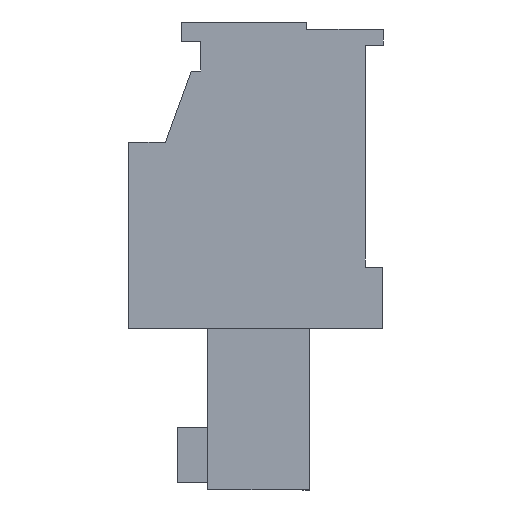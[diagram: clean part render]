
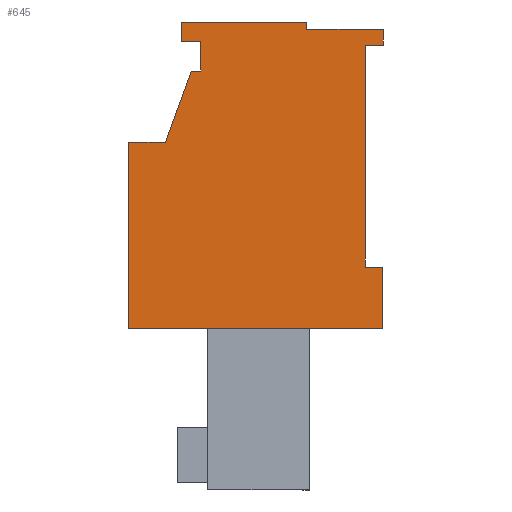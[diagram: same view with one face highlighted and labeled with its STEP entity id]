
A CAD part, left-side view. The second image highlights one B-rep face of the part: STEP entity #645.
In plain terms, the highlighted planar face has unit normal (-1, 0, 0).
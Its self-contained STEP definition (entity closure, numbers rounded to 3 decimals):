
#529=AXIS2_PLACEMENT_3D('Plane Axis2P3D',#526,#527,#528) ;
#49=CARTESIAN_POINT('Vertex',(0.,7.45,17.1)) ;
#52=CARTESIAN_POINT('Line Origine',(0.,7.45,17.7)) ;
#56=CARTESIAN_POINT('Vertex',(0.,7.45,18.3)) ;
#107=CARTESIAN_POINT('Line Origine',(0.,7.647,17.1)) ;
#111=CARTESIAN_POINT('Vertex',(0.,7.844,17.1)) ;
#526=CARTESIAN_POINT('Axis2P3D Location',(0.,5.25,6.6)) ;
#531=CARTESIAN_POINT('Line Origine',(0.,0.05,7.85)) ;
#535=CARTESIAN_POINT('Vertex',(0.,0.05,9.1)) ;
#537=CARTESIAN_POINT('Vertex',(0.,0.05,6.6)) ;
#540=CARTESIAN_POINT('Line Origine',(0.,0.4,9.1)) ;
#544=CARTESIAN_POINT('Vertex',(0.,0.75,9.1)) ;
#547=CARTESIAN_POINT('Line Origine',(0.,0.75,13.625)) ;
#551=CARTESIAN_POINT('Vertex',(0.,0.75,18.15)) ;
#554=CARTESIAN_POINT('Line Origine',(0.,0.375,18.15)) ;
#558=CARTESIAN_POINT('Vertex',(0.,0.,18.15)) ;
#561=CARTESIAN_POINT('Line Origine',(0.,0.,18.475)) ;
#565=CARTESIAN_POINT('Vertex',(0.,0.,18.8)) ;
#568=CARTESIAN_POINT('Line Origine',(0.,1.565,18.8)) ;
#572=CARTESIAN_POINT('Vertex',(0.,3.13,18.8)) ;
#575=CARTESIAN_POINT('Line Origine',(0.,3.13,18.95)) ;
#579=CARTESIAN_POINT('Vertex',(0.,3.13,19.1)) ;
#582=CARTESIAN_POINT('Line Origine',(0.,5.69,19.1)) ;
#586=CARTESIAN_POINT('Vertex',(0.,8.25,19.1)) ;
#589=CARTESIAN_POINT('Line Origine',(0.,8.25,18.7)) ;
#593=CARTESIAN_POINT('Vertex',(0.,8.25,18.3)) ;
#596=CARTESIAN_POINT('Line Origine',(0.,7.85,18.3)) ;
#601=CARTESIAN_POINT('Line Origine',(0.,8.372,15.65)) ;
#605=CARTESIAN_POINT('Vertex',(0.,8.9,14.2)) ;
#608=CARTESIAN_POINT('Line Origine',(0.,9.65,14.2)) ;
#612=CARTESIAN_POINT('Vertex',(0.,10.4,14.2)) ;
#615=CARTESIAN_POINT('Line Origine',(0.,10.4,10.4)) ;
#619=CARTESIAN_POINT('Vertex',(0.,10.4,6.6)) ;
#622=CARTESIAN_POINT('Line Origine',(0.,5.225,6.6)) ;
#53=DIRECTION('Vector Direction',(0.,0.,1.)) ;
#108=DIRECTION('Vector Direction',(0.,-1.,0.)) ;
#527=DIRECTION('Axis2P3D Direction',(1.,0.,0.)) ;
#528=DIRECTION('Axis2P3D XDirection',(0.,1.,0.)) ;
#532=DIRECTION('Vector Direction',(0.,0.,-1.)) ;
#541=DIRECTION('Vector Direction',(0.,-1.,0.)) ;
#548=DIRECTION('Vector Direction',(0.,0.,-1.)) ;
#555=DIRECTION('Vector Direction',(0.,1.,0.)) ;
#562=DIRECTION('Vector Direction',(0.,0.,-1.)) ;
#569=DIRECTION('Vector Direction',(0.,-1.,0.)) ;
#576=DIRECTION('Vector Direction',(0.,0.,1.)) ;
#583=DIRECTION('Vector Direction',(0.,-1.,0.)) ;
#590=DIRECTION('Vector Direction',(0.,0.,1.)) ;
#597=DIRECTION('Vector Direction',(0.,-1.,0.)) ;
#602=DIRECTION('Vector Direction',(0.,-0.342,0.94)) ;
#609=DIRECTION('Vector Direction',(0.,-1.,0.)) ;
#616=DIRECTION('Vector Direction',(0.,0.,1.)) ;
#623=DIRECTION('Vector Direction',(0.,1.,0.)) ;
#54=VECTOR('Line Direction',#53,1.) ;
#109=VECTOR('Line Direction',#108,1.) ;
#533=VECTOR('Line Direction',#532,1.) ;
#542=VECTOR('Line Direction',#541,1.) ;
#549=VECTOR('Line Direction',#548,1.) ;
#556=VECTOR('Line Direction',#555,1.) ;
#563=VECTOR('Line Direction',#562,1.) ;
#570=VECTOR('Line Direction',#569,1.) ;
#577=VECTOR('Line Direction',#576,1.) ;
#584=VECTOR('Line Direction',#583,1.) ;
#591=VECTOR('Line Direction',#590,1.) ;
#598=VECTOR('Line Direction',#597,1.) ;
#603=VECTOR('Line Direction',#602,1.) ;
#610=VECTOR('Line Direction',#609,1.) ;
#617=VECTOR('Line Direction',#616,1.) ;
#624=VECTOR('Line Direction',#623,1.) ;
#628=ORIENTED_EDGE('',*,*,#539,.F.) ;
#629=ORIENTED_EDGE('',*,*,#546,.F.) ;
#630=ORIENTED_EDGE('',*,*,#553,.F.) ;
#631=ORIENTED_EDGE('',*,*,#560,.F.) ;
#632=ORIENTED_EDGE('',*,*,#567,.F.) ;
#633=ORIENTED_EDGE('',*,*,#574,.F.) ;
#634=ORIENTED_EDGE('',*,*,#581,.T.) ;
#635=ORIENTED_EDGE('',*,*,#588,.F.) ;
#636=ORIENTED_EDGE('',*,*,#595,.F.) ;
#637=ORIENTED_EDGE('',*,*,#600,.T.) ;
#638=ORIENTED_EDGE('',*,*,#58,.F.) ;
#639=ORIENTED_EDGE('',*,*,#113,.F.) ;
#640=ORIENTED_EDGE('',*,*,#607,.F.) ;
#641=ORIENTED_EDGE('',*,*,#614,.F.) ;
#642=ORIENTED_EDGE('',*,*,#621,.F.) ;
#643=ORIENTED_EDGE('',*,*,#626,.F.) ;
#645=ADVANCED_FACE('HOUSING',(#644),#530,.F.) ;
#58=EDGE_CURVE('',#50,#57,#55,.T.) ;
#113=EDGE_CURVE('',#112,#50,#110,.T.) ;
#539=EDGE_CURVE('',#536,#538,#534,.T.) ;
#546=EDGE_CURVE('',#545,#536,#543,.T.) ;
#553=EDGE_CURVE('',#552,#545,#550,.T.) ;
#560=EDGE_CURVE('',#559,#552,#557,.T.) ;
#567=EDGE_CURVE('',#566,#559,#564,.T.) ;
#574=EDGE_CURVE('',#573,#566,#571,.T.) ;
#581=EDGE_CURVE('',#573,#580,#578,.T.) ;
#588=EDGE_CURVE('',#587,#580,#585,.T.) ;
#595=EDGE_CURVE('',#594,#587,#592,.T.) ;
#600=EDGE_CURVE('',#594,#57,#599,.T.) ;
#607=EDGE_CURVE('',#606,#112,#604,.T.) ;
#614=EDGE_CURVE('',#613,#606,#611,.T.) ;
#621=EDGE_CURVE('',#620,#613,#618,.T.) ;
#626=EDGE_CURVE('',#538,#620,#625,.T.) ;
#627=EDGE_LOOP('',(#628,#629,#630,#631,#632,#633,#634,#635,#636,#637,#638,#639,#640,#641,#642,#643)) ;
#644=FACE_OUTER_BOUND('',#627,.T.) ;
#55=LINE('Line',#52,#54) ;
#110=LINE('Line',#107,#109) ;
#534=LINE('Line',#531,#533) ;
#543=LINE('Line',#540,#542) ;
#550=LINE('Line',#547,#549) ;
#557=LINE('Line',#554,#556) ;
#564=LINE('Line',#561,#563) ;
#571=LINE('Line',#568,#570) ;
#578=LINE('Line',#575,#577) ;
#585=LINE('Line',#582,#584) ;
#592=LINE('Line',#589,#591) ;
#599=LINE('Line',#596,#598) ;
#604=LINE('Line',#601,#603) ;
#611=LINE('Line',#608,#610) ;
#618=LINE('Line',#615,#617) ;
#625=LINE('Line',#622,#624) ;
#530=PLANE('',#529) ;
#50=VERTEX_POINT('',#49) ;
#57=VERTEX_POINT('',#56) ;
#112=VERTEX_POINT('',#111) ;
#536=VERTEX_POINT('',#535) ;
#538=VERTEX_POINT('',#537) ;
#545=VERTEX_POINT('',#544) ;
#552=VERTEX_POINT('',#551) ;
#559=VERTEX_POINT('',#558) ;
#566=VERTEX_POINT('',#565) ;
#573=VERTEX_POINT('',#572) ;
#580=VERTEX_POINT('',#579) ;
#587=VERTEX_POINT('',#586) ;
#594=VERTEX_POINT('',#593) ;
#606=VERTEX_POINT('',#605) ;
#613=VERTEX_POINT('',#612) ;
#620=VERTEX_POINT('',#619) ;
